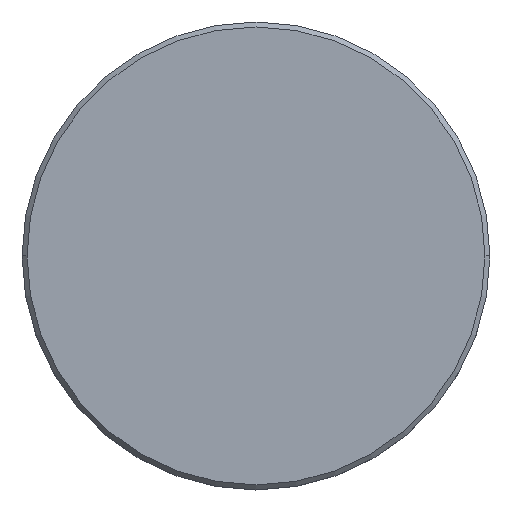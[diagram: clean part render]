
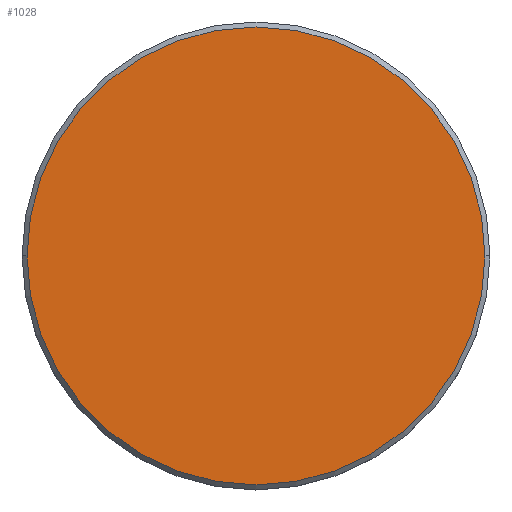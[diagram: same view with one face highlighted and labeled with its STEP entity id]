
A CAD part, top view. The second image highlights one B-rep face of the part: STEP entity #1028.
In plain terms, the highlighted planar face has unit normal (0, 0, 1).
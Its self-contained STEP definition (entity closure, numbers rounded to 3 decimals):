
#40 = DIRECTION ( 'NONE',  ( 0., 0., 1. ) ) ;
#69 = VERTEX_POINT ( 'NONE', #390 ) ;
#147 = EDGE_LOOP ( 'NONE', ( #342, #198 ) ) ;
#195 = CIRCLE ( 'NONE', #978, 23. ) ;
#198 = ORIENTED_EDGE ( 'NONE', *, *, #237, .T. ) ;
#237 = EDGE_CURVE ( 'NONE', #812, #69, #195, .T. ) ;
#240 = CARTESIAN_POINT ( 'NONE',  ( 0., 0., 0. ) ) ;
#309 = DIRECTION ( 'NONE',  ( 0., 0., 1. ) ) ;
#318 = CARTESIAN_POINT ( 'NONE',  ( 0., 0., 0. ) ) ;
#342 = ORIENTED_EDGE ( 'NONE', *, *, #688, .T. ) ;
#390 = CARTESIAN_POINT ( 'NONE',  ( -23., 0., 0. ) ) ;
#457 = AXIS2_PLACEMENT_3D ( 'NONE', #318, #951, #678 ) ;
#591 = CIRCLE ( 'NONE', #457, 23. ) ;
#669 = DIRECTION ( 'NONE',  ( 1., 0., 0. ) ) ;
#675 = AXIS2_PLACEMENT_3D ( 'NONE', #240, #40, #945 ) ;
#678 = DIRECTION ( 'NONE',  ( 1., 0., 0. ) ) ;
#688 = EDGE_CURVE ( 'NONE', #69, #812, #591, .T. ) ;
#692 = FACE_OUTER_BOUND ( 'NONE', #147, .T. ) ;
#812 = VERTEX_POINT ( 'NONE', #1073 ) ;
#940 = PLANE ( 'NONE',  #675 ) ;
#945 = DIRECTION ( 'NONE',  ( 1., 0., 0. ) ) ;
#951 = DIRECTION ( 'NONE',  ( 0., 0., 1. ) ) ;
#978 = AXIS2_PLACEMENT_3D ( 'NONE', #1124, #309, #669 ) ;
#1028 = ADVANCED_FACE ( 'NONE', ( #692 ), #940, .T. ) ;
#1073 = CARTESIAN_POINT ( 'NONE',  ( 23., 0., 0. ) ) ;
#1124 = CARTESIAN_POINT ( 'NONE',  ( 0., 0., 0. ) ) ;
